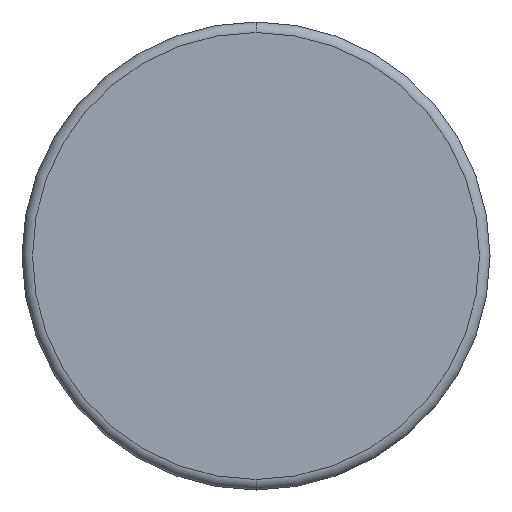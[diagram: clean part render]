
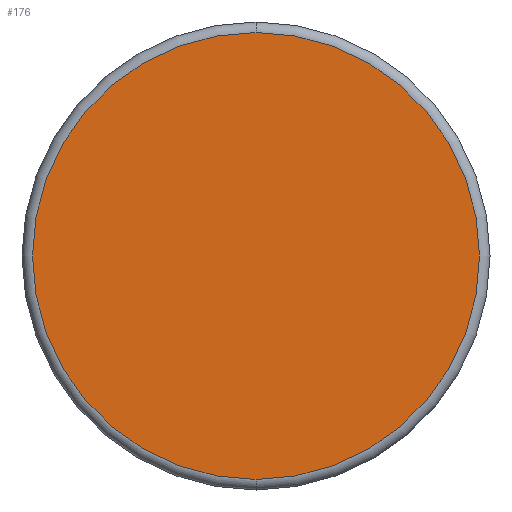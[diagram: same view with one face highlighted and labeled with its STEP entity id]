
A CAD part, front view. The second image highlights one B-rep face of the part: STEP entity #176.
In plain terms, the highlighted planar face has unit normal (0, -1, 0).
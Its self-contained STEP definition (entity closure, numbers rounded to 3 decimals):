
#6 = CIRCLE ( 'NONE', #468, 10.6 ) ;
#9 = EDGE_LOOP ( 'NONE', ( #180, #388 ) ) ;
#20 = EDGE_CURVE ( 'NONE', #137, #189, #6, .T. ) ;
#110 = DIRECTION ( 'NONE',  ( 0., -1., 0. ) ) ;
#137 = VERTEX_POINT ( 'NONE', #187 ) ;
#176 = ADVANCED_FACE ( 'NONE', ( #297 ), #441, .F. ) ;
#180 = ORIENTED_EDGE ( 'NONE', *, *, #288, .T. ) ;
#187 = CARTESIAN_POINT ( 'NONE',  ( 0., 0., -10.6 ) ) ;
#189 = VERTEX_POINT ( 'NONE', #436 ) ;
#202 = CARTESIAN_POINT ( 'NONE',  ( 0., 0., 0. ) ) ;
#206 = DIRECTION ( 'NONE',  ( 0., -1., 0. ) ) ;
#215 = AXIS2_PLACEMENT_3D ( 'NONE', #440, #110, #375 ) ;
#288 = EDGE_CURVE ( 'NONE', #189, #137, #307, .T. ) ;
#297 = FACE_OUTER_BOUND ( 'NONE', #9, .T. ) ;
#307 = CIRCLE ( 'NONE', #215, 10.6 ) ;
#375 = DIRECTION ( 'NONE',  ( 0., 0., 1. ) ) ;
#382 = DIRECTION ( 'NONE',  ( 0., 0., 1. ) ) ;
#388 = ORIENTED_EDGE ( 'NONE', *, *, #20, .T. ) ;
#409 = AXIS2_PLACEMENT_3D ( 'NONE', #434, #470, #473 ) ;
#434 = CARTESIAN_POINT ( 'NONE',  ( 0., 0., 0. ) ) ;
#436 = CARTESIAN_POINT ( 'NONE',  ( 0., 0., 10.6 ) ) ;
#440 = CARTESIAN_POINT ( 'NONE',  ( 0., 0., 0. ) ) ;
#441 = PLANE ( 'NONE',  #409 ) ;
#468 = AXIS2_PLACEMENT_3D ( 'NONE', #202, #206, #382 ) ;
#470 = DIRECTION ( 'NONE',  ( 0., 1., 0. ) ) ;
#473 = DIRECTION ( 'NONE',  ( 0., 0., 1. ) ) ;
